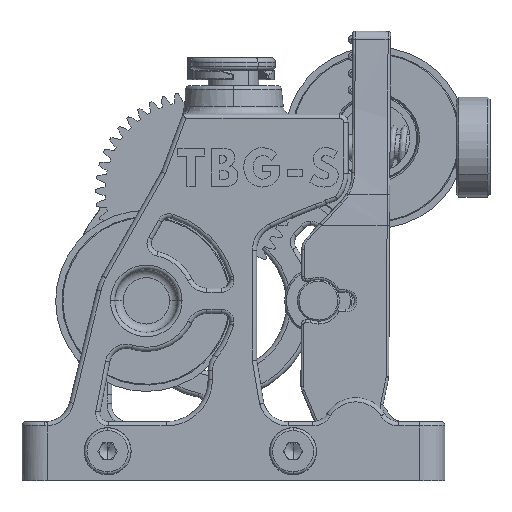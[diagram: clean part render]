
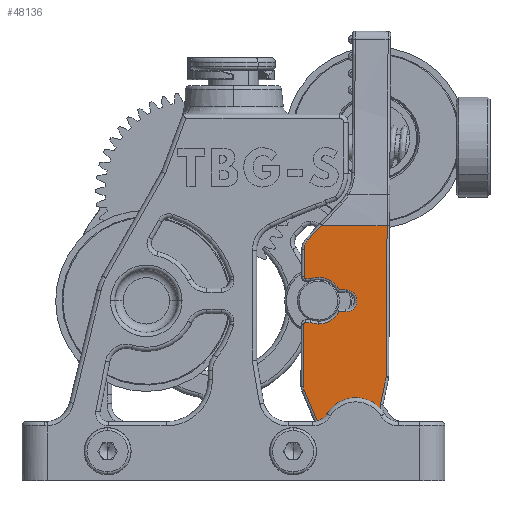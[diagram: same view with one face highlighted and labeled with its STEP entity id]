
A CAD part, front view. The second image highlights one B-rep face of the part: STEP entity #48136.
In plain terms, the highlighted planar face has unit normal (0, -1, 0).
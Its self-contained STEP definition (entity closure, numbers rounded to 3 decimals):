
#44485 = VERTEX_POINT('',#44486);
#44486 = CARTESIAN_POINT('',(11.219,-14.562,
    36.006));
#44494 = VERTEX_POINT('',#44495);
#44495 = CARTESIAN_POINT('',(17.218,-14.562,
    35.974));
#44501 = EDGE_CURVE('',#44494,#44485,#44502,.T.);
#44502 = CIRCLE('',#44503,3.);
#44503 = AXIS2_PLACEMENT_3D('',#44504,#44505,#44506);
#44504 = CARTESIAN_POINT('',(14.219,-14.562,
    35.99));
#44505 = DIRECTION('',(0.,-1.,0.));
#44506 = DIRECTION('',(1.,0.,-0.005));
#44519 = EDGE_CURVE('',#44485,#44494,#44520,.T.);
#44520 = CIRCLE('',#44521,3.);
#44521 = AXIS2_PLACEMENT_3D('',#44522,#44523,#44524);
#44522 = CARTESIAN_POINT('',(14.219,-14.562,
    35.99));
#44523 = DIRECTION('',(-0.,-1.,0.));
#44524 = DIRECTION('',(-1.,0.,0.005));
#45607 = VERTEX_POINT('',#45608);
#45608 = CARTESIAN_POINT('',(13.084,-14.562,
    52.796));
#45615 = EDGE_CURVE('',#45616,#45607,#45618,.T.);
#45616 = VERTEX_POINT('',#45617);
#45617 = CARTESIAN_POINT('',(12.261,-14.562,
    52.801));
#45618 = LINE('',#45619,#45620);
#45619 = CARTESIAN_POINT('',(12.261,-14.562,
    52.801));
#45620 = VECTOR('',#45621,1.);
#45621 = DIRECTION('',(1.,0.,-0.005));
#45661 = VERTEX_POINT('',#45662);
#45662 = CARTESIAN_POINT('',(13.07,-14.562,
    50.197));
#45669 = EDGE_CURVE('',#45661,#45607,#45670,.T.);
#45670 = CIRCLE('',#45671,1.3);
#45671 = AXIS2_PLACEMENT_3D('',#45672,#45673,#45674);
#45672 = CARTESIAN_POINT('',(13.077,-14.562,
    51.497));
#45673 = DIRECTION('',(0.,-1.,-0.));
#45674 = DIRECTION('',(-0.005,0.,-1.));
#45685 = EDGE_CURVE('',#45686,#45688,#45690,.T.);
#45686 = VERTEX_POINT('',#45687);
#45687 = CARTESIAN_POINT('',(8.818,-14.562,
    48.919));
#45688 = VERTEX_POINT('',#45689);
#45689 = CARTESIAN_POINT('',(8.264,-14.562,
    48.922));
#45690 = LINE('',#45691,#45692);
#45691 = CARTESIAN_POINT('',(8.818,-14.562,
    48.919));
#45692 = VECTOR('',#45693,1.);
#45693 = DIRECTION('',(-1.,0.,
    0.005));
#45742 = VERTEX_POINT('',#45743);
#45743 = CARTESIAN_POINT('',(9.787,-14.562,
    48.739));
#45758 = EDGE_CURVE('',#45686,#45742,#45759,.T.);
#45759 = CIRCLE('',#45760,2.775);
#45760 = AXIS2_PLACEMENT_3D('',#45761,#45762,#45763);
#45761 = CARTESIAN_POINT('',(9.802,-14.562,
    51.514));
#45762 = DIRECTION('',(0.,-1.,-0.));
#45763 = DIRECTION('',(-0.355,0.,-0.935));
#45773 = EDGE_CURVE('',#45742,#45774,#45776,.T.);
#45774 = VERTEX_POINT('',#45775);
#45775 = CARTESIAN_POINT('',(12.247,-14.562,
    50.201));
#45776 = CIRCLE('',#45777,2.775);
#45777 = AXIS2_PLACEMENT_3D('',#45778,#45779,#45780);
#45778 = CARTESIAN_POINT('',(9.802,-14.562,
    51.514));
#45779 = DIRECTION('',(0.,-1.,-0.));
#45780 = DIRECTION('',(-0.005,0.,-1.));
#45824 = EDGE_CURVE('',#45661,#45774,#45825,.T.);
#45825 = LINE('',#45826,#45827);
#45826 = CARTESIAN_POINT('',(13.07,-14.562,
    50.197));
#45827 = VECTOR('',#45828,1.);
#45828 = DIRECTION('',(-1.,0.,0.005));
#45960 = EDGE_CURVE('',#45961,#45688,#45963,.T.);
#45961 = VERTEX_POINT('',#45962);
#45962 = CARTESIAN_POINT('',(8.063,-14.562,
    48.724));
#45963 = CIRCLE('',#45964,0.2);
#45964 = AXIS2_PLACEMENT_3D('',#45965,#45966,#45967);
#45965 = CARTESIAN_POINT('',(8.263,-14.562,
    48.722));
#45966 = DIRECTION('',(0.,1.,0.));
#45967 = DIRECTION('',(-1.,0.,
    0.005));
#45998 = EDGE_CURVE('',#45961,#45999,#46001,.T.);
#45999 = VERTEX_POINT('',#46000);
#46000 = CARTESIAN_POINT('',(8.023,-14.562,
    41.329));
#46001 = LINE('',#46002,#46003);
#46002 = CARTESIAN_POINT('',(8.063,-14.562,
    48.724));
#46003 = VECTOR('',#46004,1.);
#46004 = DIRECTION('',(-0.005,0.,
    -1.));
#46040 = VERTEX_POINT('',#46041);
#46041 = CARTESIAN_POINT('',(8.12,-14.562,
    40.851));
#46048 = EDGE_CURVE('',#46040,#45999,#46049,.T.);
#46049 = CIRCLE('',#46050,1.2);
#46050 = AXIS2_PLACEMENT_3D('',#46051,#46052,#46053);
#46051 = CARTESIAN_POINT('',(9.223,-14.562,
    41.322));
#46052 = DIRECTION('',(0.,1.,0.));
#46053 = DIRECTION('',(-0.92,0.,-0.393));
#46289 = EDGE_CURVE('',#45616,#46290,#46292,.T.);
#46290 = VERTEX_POINT('',#46291);
#46291 = CARTESIAN_POINT('',(8.846,-14.562,
    54.119));
#46292 = CIRCLE('',#46293,2.775);
#46293 = AXIS2_PLACEMENT_3D('',#46294,#46295,#46296);
#46294 = CARTESIAN_POINT('',(9.802,-14.562,
    51.514));
#46295 = DIRECTION('',(0.,-1.,0.));
#46296 = DIRECTION('',(0.005,0.,1.));
#46328 = EDGE_CURVE('',#46329,#46290,#46331,.T.);
#46329 = VERTEX_POINT('',#46330);
#46330 = CARTESIAN_POINT('',(8.292,-14.562,
    54.122));
#46331 = LINE('',#46332,#46333);
#46332 = CARTESIAN_POINT('',(8.292,-14.562,
    54.122));
#46333 = VECTOR('',#46334,1.);
#46334 = DIRECTION('',(1.,0.,
    -0.005));
#46353 = EDGE_CURVE('',#46329,#46354,#46356,.T.);
#46354 = VERTEX_POINT('',#46355);
#46355 = CARTESIAN_POINT('',(8.094,-14.562,
    54.323));
#46356 = CIRCLE('',#46357,0.2);
#46357 = AXIS2_PLACEMENT_3D('',#46358,#46359,#46360);
#46358 = CARTESIAN_POINT('',(8.294,-14.562,
    54.322));
#46359 = DIRECTION('',(0.,1.,0.));
#46360 = DIRECTION('',(-0.005,0.,
    -1.));
#46391 = EDGE_CURVE('',#46392,#46354,#46394,.T.);
#46392 = VERTEX_POINT('',#46393);
#46393 = CARTESIAN_POINT('',(8.111,-14.562,
    57.572));
#46394 = LINE('',#46395,#46396);
#46395 = CARTESIAN_POINT('',(8.111,-14.562,
    57.572));
#46396 = VECTOR('',#46397,1.);
#46397 = DIRECTION('',(-0.005,0.,
    -1.));
#46416 = EDGE_CURVE('',#46392,#46417,#46419,.T.);
#46417 = VERTEX_POINT('',#46418);
#46418 = CARTESIAN_POINT('',(8.574,-14.562,
    58.729));
#46419 = CIRCLE('',#46420,1.7);
#46420 = AXIS2_PLACEMENT_3D('',#46421,#46422,#46423);
#46421 = CARTESIAN_POINT('',(9.811,-14.562,
    57.563));
#46422 = DIRECTION('',(0.,1.,-0.));
#46423 = DIRECTION('',(-1.,0.,0.005));
#46442 = EDGE_CURVE('',#46417,#46443,#46445,.T.);
#46443 = VERTEX_POINT('',#46444);
#46444 = CARTESIAN_POINT('',(10.183,-14.562,
    60.436));
#46445 = LINE('',#46446,#46447);
#46446 = CARTESIAN_POINT('',(8.574,-14.562,
    58.729));
#46447 = VECTOR('',#46448,1.);
#46448 = DIRECTION('',(0.686,0.,0.728)
  );
#47042 = VERTEX_POINT('',#47043);
#47043 = CARTESIAN_POINT('',(17.388,-14.562,
    37.9));
#47052 = VERTEX_POINT('',#47053);
#47053 = CARTESIAN_POINT('',(17.168,-14.562,
    39.199));
#47060 = EDGE_CURVE('',#47052,#47042,#47061,.T.);
#47061 = CIRCLE('',#47062,1.8);
#47062 = AXIS2_PLACEMENT_3D('',#47063,#47064,#47065);
#47063 = CARTESIAN_POINT('',(18.929,-14.562,
    38.829));
#47064 = DIRECTION('',(0.,-1.,-0.));
#47065 = DIRECTION('',(-0.979,-0.,0.206));
#47078 = VERTEX_POINT('',#47079);
#47079 = CARTESIAN_POINT('',(10.816,-14.562,
    34.537));
#47094 = EDGE_CURVE('',#47042,#47078,#47095,.T.);
#47095 = CIRCLE('',#47096,3.7);
#47096 = AXIS2_PLACEMENT_3D('',#47097,#47098,#47099);
#47097 = CARTESIAN_POINT('',(14.219,-14.562,
    35.99));
#47098 = DIRECTION('',(-0.,1.,0.));
#47099 = DIRECTION('',(0.928,0.,0.373));
#47849 = EDGE_CURVE('',#46443,#47850,#47852,.T.);
#47850 = VERTEX_POINT('',#47851);
#47851 = CARTESIAN_POINT('',(17.95,-14.562,
    60.394));
#47852 = LINE('',#47853,#47854);
#47853 = CARTESIAN_POINT('',(10.183,-14.562,
    60.436));
#47854 = VECTOR('',#47855,1.);
#47855 = DIRECTION('',(1.,0.,
    -0.005));
#47888 = VERTEX_POINT('',#47889);
#47889 = CARTESIAN_POINT('',(17.854,-14.562,
    42.463));
#47920 = EDGE_CURVE('',#47888,#47850,#47921,.T.);
#47921 = LINE('',#47922,#47923);
#47922 = CARTESIAN_POINT('',(17.854,-14.562,
    42.463));
#47923 = VECTOR('',#47924,1.);
#47924 = DIRECTION('',(0.005,0.,
    1.));
#48124 = EDGE_CURVE('',#47888,#47052,#48125,.T.);
#48125 = LINE('',#48126,#48127);
#48126 = CARTESIAN_POINT('',(17.854,-14.562,
    42.463));
#48127 = VECTOR('',#48128,1.);
#48128 = DIRECTION('',(-0.206,0.,-0.979));
#48136 = ADVANCED_FACE('',(#48137,#48141),#48169,.T.);
#48137 = FACE_BOUND('',#48138,.T.);
#48138 = EDGE_LOOP('',(#48139,#48140));
#48139 = ORIENTED_EDGE('',*,*,#44501,.F.);
#48140 = ORIENTED_EDGE('',*,*,#44519,.F.);
#48141 = FACE_BOUND('',#48142,.T.);
#48142 = EDGE_LOOP('',(#48143,#48144,#48145,#48146,#48147,#48148,#48149,
    #48150,#48151,#48152,#48153,#48154,#48155,#48156,#48157,#48158,
    #48159,#48160,#48166,#48167,#48168));
#48143 = ORIENTED_EDGE('',*,*,#47920,.T.);
#48144 = ORIENTED_EDGE('',*,*,#47849,.F.);
#48145 = ORIENTED_EDGE('',*,*,#46442,.F.);
#48146 = ORIENTED_EDGE('',*,*,#46416,.F.);
#48147 = ORIENTED_EDGE('',*,*,#46391,.T.);
#48148 = ORIENTED_EDGE('',*,*,#46353,.F.);
#48149 = ORIENTED_EDGE('',*,*,#46328,.T.);
#48150 = ORIENTED_EDGE('',*,*,#46289,.F.);
#48151 = ORIENTED_EDGE('',*,*,#45615,.T.);
#48152 = ORIENTED_EDGE('',*,*,#45669,.F.);
#48153 = ORIENTED_EDGE('',*,*,#45824,.T.);
#48154 = ORIENTED_EDGE('',*,*,#45773,.F.);
#48155 = ORIENTED_EDGE('',*,*,#45758,.F.);
#48156 = ORIENTED_EDGE('',*,*,#45685,.T.);
#48157 = ORIENTED_EDGE('',*,*,#45960,.F.);
#48158 = ORIENTED_EDGE('',*,*,#45998,.T.);
#48159 = ORIENTED_EDGE('',*,*,#46048,.F.);
#48160 = ORIENTED_EDGE('',*,*,#48161,.F.);
#48161 = EDGE_CURVE('',#47078,#46040,#48162,.T.);
#48162 = LINE('',#48163,#48164);
#48163 = CARTESIAN_POINT('',(10.816,-14.562,
    34.537));
#48164 = VECTOR('',#48165,1.);
#48165 = DIRECTION('',(-0.393,-0.,0.92));
#48166 = ORIENTED_EDGE('',*,*,#47094,.F.);
#48167 = ORIENTED_EDGE('',*,*,#47060,.F.);
#48168 = ORIENTED_EDGE('',*,*,#48124,.F.);
#48169 = PLANE('',#48170);
#48170 = AXIS2_PLACEMENT_3D('',#48171,#48172,#48173);
#48171 = CARTESIAN_POINT('',(-0.298,-14.562,
    51.569));
#48172 = DIRECTION('',(0.,-1.,0.));
#48173 = DIRECTION('',(1.,0.,-0.005));
